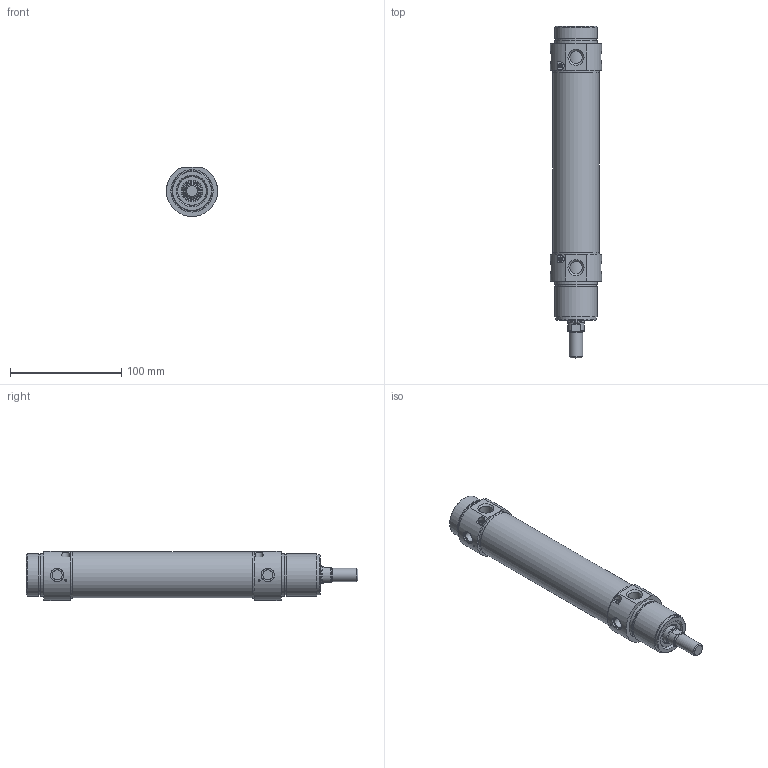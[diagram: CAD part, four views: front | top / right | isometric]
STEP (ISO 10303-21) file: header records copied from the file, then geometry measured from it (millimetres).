
FILE_DESCRIPTION((''),'2;1');
FILE_NAME('IDM040.100.GS.MW.stp','2014-07-15T16:35:48',('carlo.corazza'),(''),'Autodesk Inventor 2012','Autodesk Inventor 2012','');
FILE_SCHEMA(('AUTOMOTIVE_DESIGN { 1 0 10303 214 1 1 1 1 }'));
Length unit declared in the file: millimetre
Products named in the file (5): IDM040..GS.MW; TP; STELO-100; CORPO-100; TA
Assembly tree (4 placements, depth 2):
  IDM040..GS.MW
    TP
    STELO-100
    CORPO-100
    TA
Bounding box: 46 x 298 x 44 mm (x, y, z)
Volume: 184579 mm3; surface area: 79099.7 mm2
Topology: 8 solids, 10 shells, 209 faces, 439 edges, 279 vertices
Faces by surface type: plane 73, cylinder 67, cone 43, torus 16, revolution 8, sphere 2
Full cylindrical faces by diameter (mm): 1.8 x6, 2 x2, 2.2 x4, 2.459 x2, 3.4 x4, 3.5 x4, 8.917 x4, 10 x1, 11.445 x2, 12 x5, 13 x1, 15 x1, 16 x2, 16.8 x1, 16.847 x1, 20 x2, 26 x3, 36 x4, 38 x4, 40 x1, 41.6 x3
Entity records: 5464 total; most frequent: CARTESIAN_POINT 1285, DIRECTION 878, ORIENTED_EDGE 552, AXIS2_PLACEMENT_3D 415, EDGE_LOOP 372, EDGE_CURVE 276, VERTEX_POINT 232, FACE_OUTER_BOUND 208
